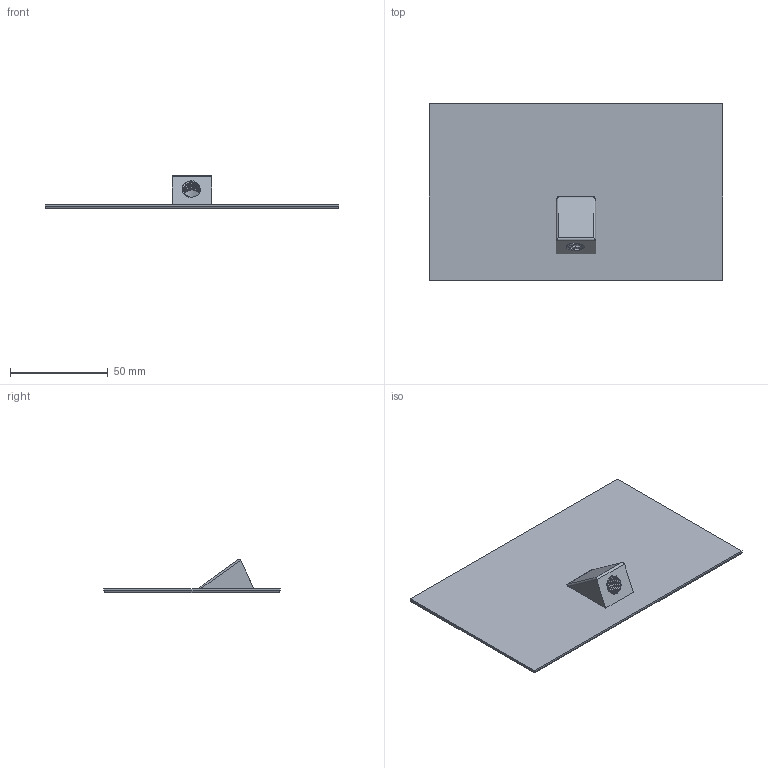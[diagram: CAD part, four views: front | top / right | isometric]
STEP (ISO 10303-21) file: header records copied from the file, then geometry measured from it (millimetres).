
FILE_DESCRIPTION(('FreeCAD Model'),'2;1');
FILE_NAME('Open CASCADE Shape Model','2025-03-10T16:56:54',(''),(''), 'Open CASCADE STEP processor 7.8','FreeCAD','Unknown');
FILE_SCHEMA(('AUTOMOTIVE_DESIGN { 1 0 10303 214 1 1 1 1 }'));
Length unit declared in the file: millimetre
Products named in the file (1): Body
Bounding box: 150 x 90 x 16.88 mm (x, y, z)
Volume: 30597.6 mm3; surface area: 28898.6 mm2
Topology: 1 solids, 1 shells, 50 faces, 110 edges, 61 vertices
Faces by surface type: bspline 23, cylinder 15, plane 11, cone 1
Full cylindrical faces by diameter (mm): 8.6 x6
Entity records: 4341 total; most frequent: CARTESIAN_POINT 3425, ORIENTED_EDGE 214, DIRECTION 118, EDGE_CURVE 107, VERTEX_POINT 61, B_SPLINE_CURVE_WITH_KNOTS 56, FACE_BOUND 52, EDGE_LOOP 52
